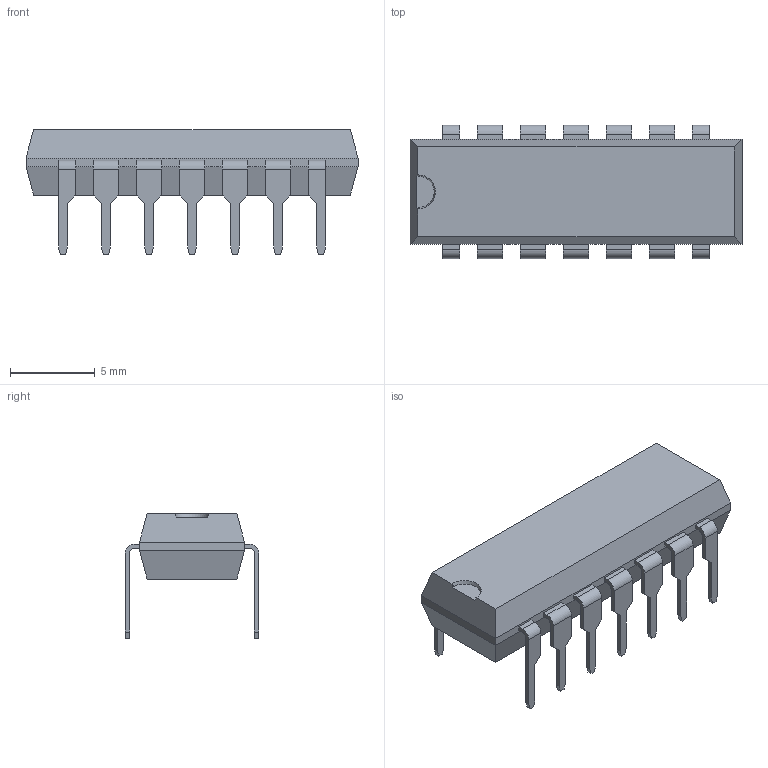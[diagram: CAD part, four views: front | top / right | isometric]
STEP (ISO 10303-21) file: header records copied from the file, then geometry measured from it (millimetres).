
FILE_DESCRIPTION(('STEP AP214'), '1');
FILE_NAME('DIP_package', '2018-05-07T10:22:15', ('Egor'), (''), 'ASCON STEP Converter 1.3', 'ASCON Math Kernel', '');
FILE_SCHEMA(('AUTOMOTIVE_DESIGN { 1 0 10303 214 3 1 1}'));
Length unit declared in the file: millimetre
Bounding box: 19.6 x 7.87 x 7.36 mm (x, y, z)
Volume: 449.3 mm3; surface area: 585.7 mm2
Topology: 1 solids, 1 shells, 220 faces, 604 edges, 400 vertices
Faces by surface type: plane 191, cylinder 28, cone 1
Entity records: 8686 total; most frequent: CARTESIAN_POINT 1225, ORIENTED_EDGE 1208, DIRECTION 1104, EDGE_CURVE 604, LINE 546, VECTOR 546, VERTEX_POINT 400, AXIS2_PLACEMENT_3D 279
